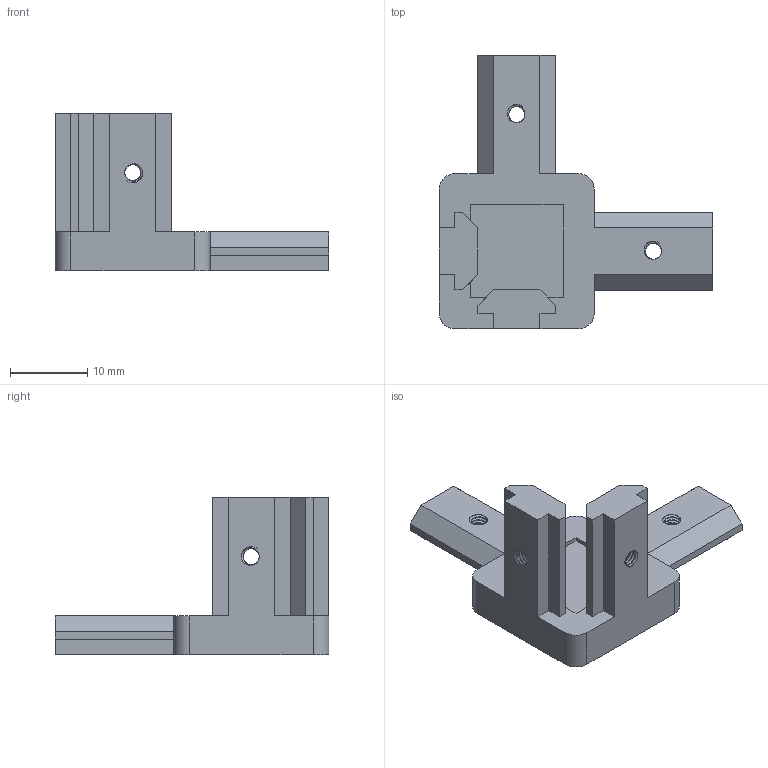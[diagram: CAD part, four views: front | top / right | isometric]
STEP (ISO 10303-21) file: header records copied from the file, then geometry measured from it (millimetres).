
FILE_DESCRIPTION(/* description */ (''),/* implementation_level */ '2;1');
FILE_NAME(/* name */ 'Трёхсторонний угловой соединитель 20 сери.step',/* time_stamp */ '2022-10-03T10:42:27+03:00',/* author */ (''),/* organization */ (''),/* preprocessor_version */ 'ST-DEVELOPER v19',/* originating_system */ 'Autodesk Translation Framework v11.7.0.108',/* authorisation */ '');
FILE_SCHEMA (('AUTOMOTIVE_DESIGN { 1 0 10303 214 3 1 1 }'));
Length unit declared in the file: millimetre
Products named in the file (1): (Unsaved)
Bounding box: 35.3 x 35.3 x 20.3 mm (x, y, z)
Volume: 4161 mm3; surface area: 3098.7 mm2
Topology: 1 solids, 1 shells, 162 faces, 480 edges, 320 vertices
Faces by surface type: cylinder 100, plane 54, bspline 8
Full cylindrical faces by diameter (mm): 2.075 x20, 2.58 x12
Entity records: 11361 total; most frequent: CARTESIAN_POINT 7387, ORIENTED_EDGE 960, DIRECTION 606, EDGE_CURVE 480, VERTEX_POINT 320, LINE 248, VECTOR 248, B_SPLINE_CURVE_WITH_KNOTS 208
